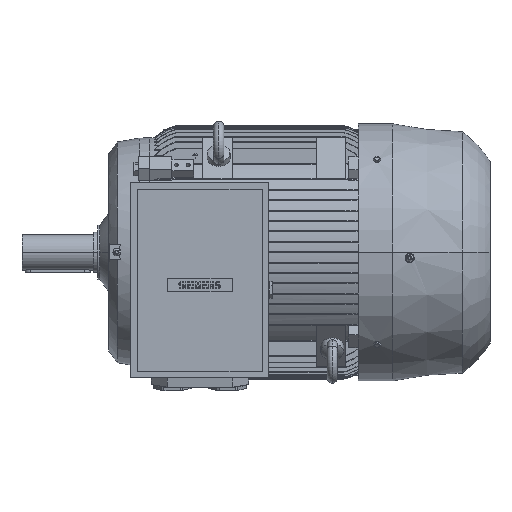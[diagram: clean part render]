
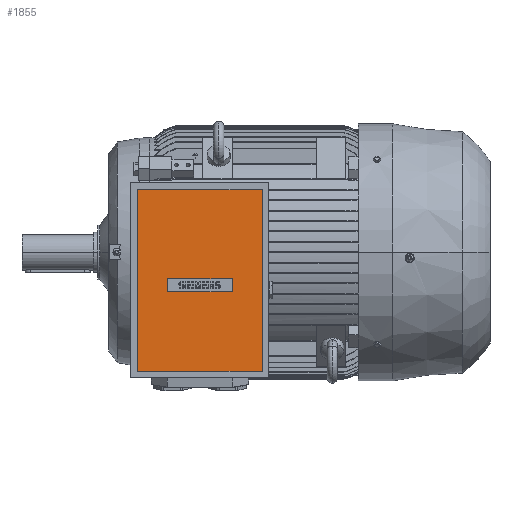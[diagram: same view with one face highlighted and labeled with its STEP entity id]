
A CAD part, top view. The second image highlights one B-rep face of the part: STEP entity #1855.
In plain terms, the highlighted planar face has unit normal (0, 0, 1).
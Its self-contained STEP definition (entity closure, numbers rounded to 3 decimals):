
#1855=ADVANCED_FACE('',(#4893,#4894),#4895,.T.);
#4893=FACE_BOUND('',#9144,.T.);
#4894=FACE_OUTER_BOUND('',#9145,.T.);
#4895=PLANE('',#9146);
#9144=EDGE_LOOP('',(#14926,#14927,#14928,#14929));
#9145=EDGE_LOOP('',(#14930,#14931,#14932,#14933));
#9146=AXIS2_PLACEMENT_3D('',#14934,#14935,#14936);
#14926=ORIENTED_EDGE('',*,*,#27199,.T.);
#14927=ORIENTED_EDGE('',*,*,#27196,.T.);
#14928=ORIENTED_EDGE('',*,*,#27193,.T.);
#14929=ORIENTED_EDGE('',*,*,#27190,.T.);
#14930=ORIENTED_EDGE('',*,*,#27315,.T.);
#14931=ORIENTED_EDGE('',*,*,#27316,.T.);
#14932=ORIENTED_EDGE('',*,*,#27317,.T.);
#14933=ORIENTED_EDGE('',*,*,#27318,.T.);
#14934=CARTESIAN_POINT('',(77.0,-43.75,341.0));
#14935=DIRECTION('',(0.0,0.0,1.0));
#14936=DIRECTION('',(0.0,-1.0,0.0));
#27190=EDGE_CURVE('',#33247,#33245,#33248,.T.);
#27193=EDGE_CURVE('',#33251,#33247,#33252,.T.);
#27196=EDGE_CURVE('',#33255,#33251,#33256,.T.);
#27199=EDGE_CURVE('',#33245,#33255,#33259,.T.);
#27315=EDGE_CURVE('',#33411,#33412,#33413,.T.);
#27316=EDGE_CURVE('',#33412,#33414,#33415,.T.);
#27317=EDGE_CURVE('',#33414,#33416,#33417,.T.);
#27318=EDGE_CURVE('',#33416,#33411,#33418,.T.);
#33245=VERTEX_POINT('',#43974);
#33247=VERTEX_POINT('',#43977);
#33248=LINE('',#43978,#43979);
#33251=VERTEX_POINT('',#43983);
#33252=LINE('',#43984,#43985);
#33255=VERTEX_POINT('',#43989);
#33256=LINE('',#43990,#43991);
#33259=LINE('',#43995,#43996);
#33411=VERTEX_POINT('',#44214);
#33412=VERTEX_POINT('',#44215);
#33413=LINE('',#44216,#44217);
#33414=VERTEX_POINT('',#44218);
#33415=LINE('',#44219,#44220);
#33416=VERTEX_POINT('',#44221);
#33417=LINE('',#44222,#44223);
#33418=LINE('',#44224,#44225);
#43974=CARTESIAN_POINT('',(127.0,-61.3,341.0));
#43977=CARTESIAN_POINT('',(127.0,-41.2,341.0));
#43978=CARTESIAN_POINT('',(127.0,-47.5,341.0));
#43979=VECTOR('',#65502,1.0);
#43983=CARTESIAN_POINT('',(27.0,-41.2,341.0));
#43984=CARTESIAN_POINT('',(77.0,-41.2,341.0));
#43985=VECTOR('',#65504,1.0);
#43989=CARTESIAN_POINT('',(27.0,-61.3,341.0));
#43990=CARTESIAN_POINT('',(27.0,-47.5,341.0));
#43991=VECTOR('',#65506,1.0);
#43995=CARTESIAN_POINT('',(77.0,-61.3,341.0));
#43996=VECTOR('',#65508,1.0);
#44214=CARTESIAN_POINT('',(-19.0,-183.5,341.0));
#44215=CARTESIAN_POINT('',(173.0,-183.5,341.0));
#44216=CARTESIAN_POINT('',(77.0,-183.5,341.0));
#44217=VECTOR('',#65602,1.0);
#44218=CARTESIAN_POINT('',(173.0,96.0,341.0));
#44219=CARTESIAN_POINT('',(173.0,-43.75,341.0));
#44220=VECTOR('',#65603,1.0);
#44221=CARTESIAN_POINT('',(-19.0,96.0,341.0));
#44222=CARTESIAN_POINT('',(77.0,96.0,341.0));
#44223=VECTOR('',#65604,1.0);
#44224=CARTESIAN_POINT('',(-19.0,-43.75,341.0));
#44225=VECTOR('',#65605,1.0);
#65502=DIRECTION('',(0.0,-1.0,0.0));
#65504=DIRECTION('',(1.0,0.0,-0.0));
#65506=DIRECTION('',(0.0,1.0,0.0));
#65508=DIRECTION('',(-1.0,0.0,0.0));
#65602=DIRECTION('',(1.0,0.0,0.0));
#65603=DIRECTION('',(0.0,1.0,0.0));
#65604=DIRECTION('',(-1.0,0.0,0.0));
#65605=DIRECTION('',(0.0,-1.0,0.0));
